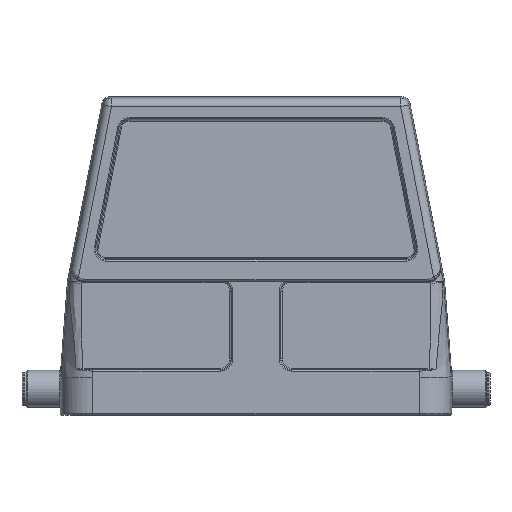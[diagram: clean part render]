
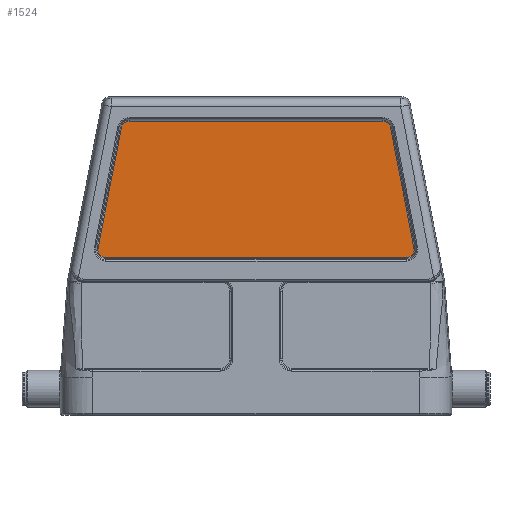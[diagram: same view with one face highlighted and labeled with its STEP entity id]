
A CAD part, front view. The second image highlights one B-rep face of the part: STEP entity #1524.
In plain terms, the highlighted planar face has unit normal (0, -1, 0).
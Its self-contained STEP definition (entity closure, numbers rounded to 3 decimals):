
#1074=CIRCLE('',#12270,1.835);
#1075=CIRCLE('',#12271,1.835);
#1076=CIRCLE('',#12272,1.835);
#1077=CIRCLE('',#12273,1.835);
#1524=ADVANCED_FACE('',(#2235),#2066,.F.);
#2066=PLANE('',#12274);
#2235=FACE_OUTER_BOUND('',#2747,.T.);
#2747=EDGE_LOOP('',(#3656,#3657,#3658,#3659,#3660,#3661,#3662,#3663));
#3656=ORIENTED_EDGE('',*,*,#6970,.T.);
#3657=ORIENTED_EDGE('',*,*,#6971,.T.);
#3658=ORIENTED_EDGE('',*,*,#6972,.T.);
#3659=ORIENTED_EDGE('',*,*,#6973,.T.);
#3660=ORIENTED_EDGE('',*,*,#6974,.T.);
#3661=ORIENTED_EDGE('',*,*,#6975,.T.);
#3662=ORIENTED_EDGE('',*,*,#6976,.T.);
#3663=ORIENTED_EDGE('',*,*,#6977,.T.);
#6176=VERTEX_POINT('',#17863);
#6177=VERTEX_POINT('',#17864);
#6178=VERTEX_POINT('',#17866);
#6179=VERTEX_POINT('',#17868);
#6180=VERTEX_POINT('',#17870);
#6181=VERTEX_POINT('',#17872);
#6182=VERTEX_POINT('',#17874);
#6183=VERTEX_POINT('',#17876);
#6970=EDGE_CURVE('',#6176,#6177,#10060,.T.);
#6971=EDGE_CURVE('',#6177,#6178,#1074,.T.);
#6972=EDGE_CURVE('',#6178,#6179,#10061,.T.);
#6973=EDGE_CURVE('',#6179,#6180,#1075,.T.);
#6974=EDGE_CURVE('',#6180,#6181,#10062,.T.);
#6975=EDGE_CURVE('',#6181,#6182,#1076,.T.);
#6976=EDGE_CURVE('',#6182,#6183,#10063,.T.);
#6977=EDGE_CURVE('',#6183,#6176,#1077,.T.);
#10060=LINE('',#17862,#10692);
#10061=LINE('',#17867,#10693);
#10062=LINE('',#17871,#10694);
#10063=LINE('',#17875,#10695);
#10692=VECTOR('',#13451,1.);
#10693=VECTOR('',#13454,1.);
#10694=VECTOR('',#13457,1.);
#10695=VECTOR('',#13460,1.);
#12270=AXIS2_PLACEMENT_3D('',#17865,#13452,#13453);
#12271=AXIS2_PLACEMENT_3D('',#17869,#13455,#13456);
#12272=AXIS2_PLACEMENT_3D('',#17873,#13458,#13459);
#12273=AXIS2_PLACEMENT_3D('',#17877,#13461,#13462);
#12274=AXIS2_PLACEMENT_3D('',#17878,#13463,#13464);
#13451=DIRECTION('',(-0.191,0.,0.982));
#13452=DIRECTION('',(0.,-1.,0.));
#13453=DIRECTION('',(0.,0.,1.));
#13454=DIRECTION('',(-1.,0.,0.));
#13455=DIRECTION('',(0.,-1.,0.));
#13456=DIRECTION('',(0.,0.,1.));
#13457=DIRECTION('',(-0.191,0.,-0.982));
#13458=DIRECTION('',(0.,-1.,0.));
#13459=DIRECTION('',(0.,0.,1.));
#13460=DIRECTION('',(1.,0.,0.));
#13461=DIRECTION('',(0.,-1.,0.));
#13462=DIRECTION('',(0.,0.,1.));
#13463=DIRECTION('',(0.,1.,0.));
#13464=DIRECTION('',(0.,0.,-1.));
#17862=CARTESIAN_POINT('',(32.095,-21.25,59.55));
#17863=CARTESIAN_POINT('',(37.703,-21.25,30.7));
#17864=CARTESIAN_POINT('',(32.095,-21.25,59.55));
#17865=CARTESIAN_POINT('',(30.294,-21.25,59.2));
#17866=CARTESIAN_POINT('',(30.294,-21.25,61.035));
#17867=CARTESIAN_POINT('',(-30.294,-21.25,61.035));
#17868=CARTESIAN_POINT('',(-30.294,-21.25,61.035));
#17869=CARTESIAN_POINT('',(-30.294,-21.25,59.2));
#17870=CARTESIAN_POINT('',(-32.095,-21.25,59.55));
#17871=CARTESIAN_POINT('',(-37.703,-21.25,30.7));
#17872=CARTESIAN_POINT('',(-37.703,-21.25,30.7));
#17873=CARTESIAN_POINT('',(-35.902,-21.25,30.35));
#17874=CARTESIAN_POINT('',(-35.902,-21.25,28.515));
#17875=CARTESIAN_POINT('',(35.902,-21.25,28.515));
#17876=CARTESIAN_POINT('',(35.902,-21.25,28.515));
#17877=CARTESIAN_POINT('',(35.902,-21.25,30.35));
#17878=CARTESIAN_POINT('',(30.294,-21.25,59.2));
